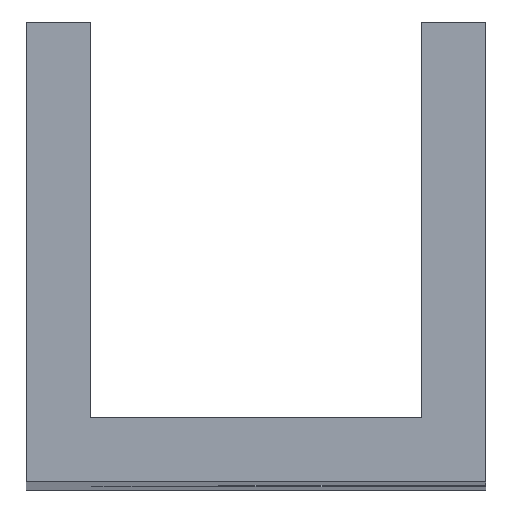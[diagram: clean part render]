
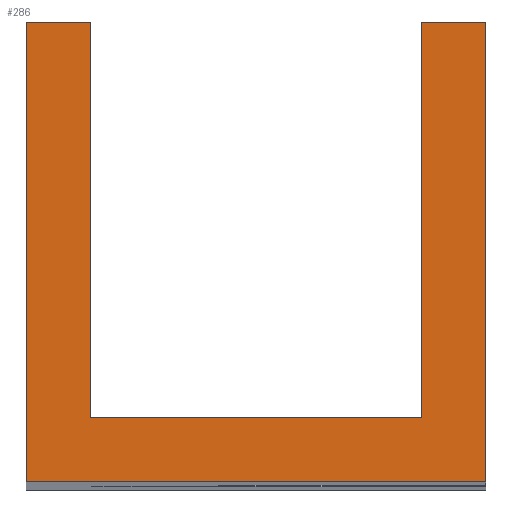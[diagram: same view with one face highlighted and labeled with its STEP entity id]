
A CAD part, top view. The second image highlights one B-rep face of the part: STEP entity #286.
In plain terms, the highlighted planar face has unit normal (0, 0, 1).
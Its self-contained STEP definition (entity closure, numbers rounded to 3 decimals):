
#25 = VECTOR ( 'NONE', #226, 1000. ) ;
#34 = CARTESIAN_POINT ( 'NONE',  ( -9.009, -9.009, 125. ) ) ;
#44 = ORIENTED_EDGE ( 'NONE', *, *, #318, .F. ) ;
#52 = VECTOR ( 'NONE', #454, 1000. ) ;
#54 = CARTESIAN_POINT ( 'NONE',  ( -12.5, -12.5, 125. ) ) ;
#62 = CARTESIAN_POINT ( 'NONE',  ( 12.5, 12.5, 125. ) ) ;
#67 = AXIS2_PLACEMENT_3D ( 'NONE', #180, #91, #176 ) ;
#75 = ORIENTED_EDGE ( 'NONE', *, *, #237, .F. ) ;
#78 = VECTOR ( 'NONE', #458, 1000. ) ;
#84 = ORIENTED_EDGE ( 'NONE', *, *, #151, .F. ) ;
#91 = DIRECTION ( 'NONE',  ( 0., 0., -1. ) ) ;
#106 = EDGE_CURVE ( 'NONE', #334, #521, #447, .T. ) ;
#134 = ORIENTED_EDGE ( 'NONE', *, *, #106, .F. ) ;
#151 = EDGE_CURVE ( 'NONE', #242, #422, #209, .T. ) ;
#157 = CARTESIAN_POINT ( 'NONE',  ( -9.009, 12.5, 125. ) ) ;
#167 = LINE ( 'NONE', #34, #535 ) ;
#168 = ORIENTED_EDGE ( 'NONE', *, *, #527, .T. ) ;
#171 = EDGE_CURVE ( 'NONE', #473, #485, #369, .T. ) ;
#172 = LINE ( 'NONE', #383, #453 ) ;
#176 = DIRECTION ( 'NONE',  ( -1., 0., 0. ) ) ;
#180 = CARTESIAN_POINT ( 'NONE',  ( 0., 0., 125. ) ) ;
#182 = CARTESIAN_POINT ( 'NONE',  ( 12.5, -12.5, 125. ) ) ;
#184 = CARTESIAN_POINT ( 'NONE',  ( -12.5, -12.5, 125. ) ) ;
#188 = CARTESIAN_POINT ( 'NONE',  ( 9.009, 12.5, 125. ) ) ;
#193 = LINE ( 'NONE', #526, #509 ) ;
#209 = LINE ( 'NONE', #498, #308 ) ;
#226 = DIRECTION ( 'NONE',  ( 1., 0., 0. ) ) ;
#237 = EDGE_CURVE ( 'NONE', #485, #242, #167, .T. ) ;
#242 = VERTEX_POINT ( 'NONE', #507 ) ;
#253 = PLANE ( 'NONE',  #67 ) ;
#268 = DIRECTION ( 'NONE',  ( 1., 0., 0. ) ) ;
#285 = VERTEX_POINT ( 'NONE', #471 ) ;
#286 = ADVANCED_FACE ( 'NONE', ( #302 ), #253, .F. ) ;
#287 = DIRECTION ( 'NONE',  ( 0., 1., 0. ) ) ;
#295 = CARTESIAN_POINT ( 'NONE',  ( 12.5, 12.5, 125. ) ) ;
#300 = EDGE_LOOP ( 'NONE', ( #415, #168, #347, #134, #44, #84, #75, #481 ) ) ;
#302 = FACE_OUTER_BOUND ( 'NONE', #300, .T. ) ;
#308 = VECTOR ( 'NONE', #287, 1000. ) ;
#315 = DIRECTION ( 'NONE',  ( 0., -1., 0. ) ) ;
#318 = EDGE_CURVE ( 'NONE', #422, #334, #172, .T. ) ;
#334 = VERTEX_POINT ( 'NONE', #295 ) ;
#336 = DIRECTION ( 'NONE',  ( 1., 0., 0. ) ) ;
#347 = ORIENTED_EDGE ( 'NONE', *, *, #414, .T. ) ;
#361 = CARTESIAN_POINT ( 'NONE',  ( -9.009, 12.5, 125. ) ) ;
#369 = LINE ( 'NONE', #157, #52 ) ;
#383 = CARTESIAN_POINT ( 'NONE',  ( 9.009, 12.5, 125. ) ) ;
#400 = LINE ( 'NONE', #529, #455 ) ;
#414 = EDGE_CURVE ( 'NONE', #478, #521, #437, .T. ) ;
#415 = ORIENTED_EDGE ( 'NONE', *, *, #503, .F. ) ;
#422 = VERTEX_POINT ( 'NONE', #188 ) ;
#427 = DIRECTION ( 'NONE',  ( 1., 0., 0. ) ) ;
#437 = LINE ( 'NONE', #54, #25 ) ;
#447 = LINE ( 'NONE', #62, #78 ) ;
#453 = VECTOR ( 'NONE', #427, 1000. ) ;
#454 = DIRECTION ( 'NONE',  ( 0., -1., 0. ) ) ;
#455 = VECTOR ( 'NONE', #268, 1000. ) ;
#458 = DIRECTION ( 'NONE',  ( 0., -1., 0. ) ) ;
#471 = CARTESIAN_POINT ( 'NONE',  ( -12.5, 12.5, 125. ) ) ;
#473 = VERTEX_POINT ( 'NONE', #361 ) ;
#478 = VERTEX_POINT ( 'NONE', #184 ) ;
#481 = ORIENTED_EDGE ( 'NONE', *, *, #171, .F. ) ;
#485 = VERTEX_POINT ( 'NONE', #486 ) ;
#486 = CARTESIAN_POINT ( 'NONE',  ( -9.009, -9.009, 125. ) ) ;
#498 = CARTESIAN_POINT ( 'NONE',  ( 9.009, -9.009, 125. ) ) ;
#503 = EDGE_CURVE ( 'NONE', #285, #473, #400, .T. ) ;
#507 = CARTESIAN_POINT ( 'NONE',  ( 9.009, -9.009, 125. ) ) ;
#509 = VECTOR ( 'NONE', #315, 1000. ) ;
#521 = VERTEX_POINT ( 'NONE', #182 ) ;
#526 = CARTESIAN_POINT ( 'NONE',  ( -12.5, 12.5, 125. ) ) ;
#527 = EDGE_CURVE ( 'NONE', #285, #478, #193, .T. ) ;
#529 = CARTESIAN_POINT ( 'NONE',  ( -12.5, 12.5, 125. ) ) ;
#535 = VECTOR ( 'NONE', #336, 1000. ) ;
